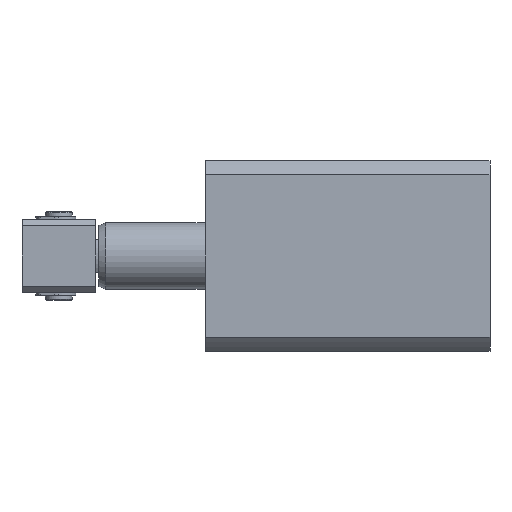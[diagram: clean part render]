
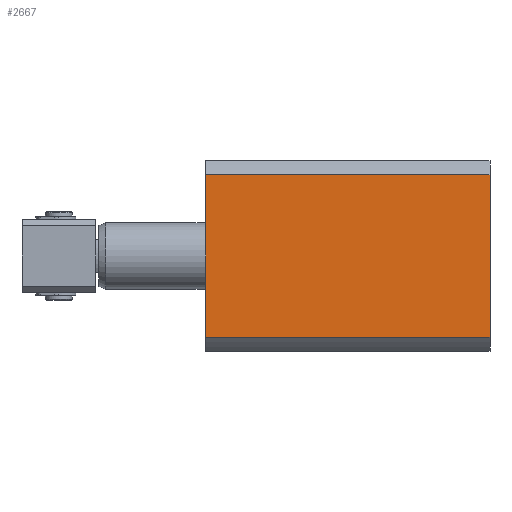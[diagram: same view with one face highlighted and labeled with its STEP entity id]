
A CAD part, left-side view. The second image highlights one B-rep face of the part: STEP entity #2667.
In plain terms, the highlighted planar face has unit normal (-1, 0, 0).
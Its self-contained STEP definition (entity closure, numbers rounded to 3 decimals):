
#386 = CARTESIAN_POINT ( 'NONE',  ( -28.5, 85., -24.372 ) ) ;
#490 = VERTEX_POINT ( 'NONE', #386 ) ;
#554 = ORIENTED_EDGE ( 'NONE', *, *, #3516, .T. ) ;
#624 = LINE ( 'NONE', #4635, #1349 ) ;
#678 = ORIENTED_EDGE ( 'NONE', *, *, #2920, .F. ) ;
#747 = CARTESIAN_POINT ( 'NONE',  ( -28.5, 0., -24.372 ) ) ;
#956 = EDGE_CURVE ( 'NONE', #3805, #3488, #3861, .T. ) ;
#1107 = EDGE_CURVE ( 'NONE', #2064, #3805, #624, .T. ) ;
#1277 = VECTOR ( 'NONE', #3502, 1000. ) ;
#1288 = CARTESIAN_POINT ( 'NONE',  ( -28.5, 85., 0. ) ) ;
#1349 = VECTOR ( 'NONE', #4373, 1000. ) ;
#1367 = DIRECTION ( 'NONE',  ( 0., 1., 0. ) ) ;
#1625 = AXIS2_PLACEMENT_3D ( 'NONE', #2355, #3470, #3111 ) ;
#1642 = DIRECTION ( 'NONE',  ( 0., 0., 1. ) ) ;
#1714 = CARTESIAN_POINT ( 'NONE',  ( -28.5, 0., 24.372 ) ) ;
#1787 = VECTOR ( 'NONE', #1367, 1000. ) ;
#1894 = CARTESIAN_POINT ( 'NONE',  ( -28.5, 0., 24.372 ) ) ;
#2064 = VERTEX_POINT ( 'NONE', #747 ) ;
#2101 = FACE_OUTER_BOUND ( 'NONE', #3973, .T. ) ;
#2151 = VECTOR ( 'NONE', #1642, 1000. ) ;
#2355 = CARTESIAN_POINT ( 'NONE',  ( -28.5, 0., 0. ) ) ;
#2667 = ADVANCED_FACE ( 'NONE', ( #2101 ), #2739, .T. ) ;
#2739 = PLANE ( 'NONE',  #1625 ) ;
#2763 = CARTESIAN_POINT ( 'NONE',  ( -28.5, 0., -24.372 ) ) ;
#2920 = EDGE_CURVE ( 'NONE', #490, #3488, #4015, .T. ) ;
#3111 = DIRECTION ( 'NONE',  ( 0., 0., 1. ) ) ;
#3113 = CARTESIAN_POINT ( 'NONE',  ( -28.5, 85., 24.372 ) ) ;
#3365 = ORIENTED_EDGE ( 'NONE', *, *, #1107, .T. ) ;
#3470 = DIRECTION ( 'NONE',  ( -1., 0., 0. ) ) ;
#3488 = VERTEX_POINT ( 'NONE', #3113 ) ;
#3502 = DIRECTION ( 'NONE',  ( 0., -1., 0. ) ) ;
#3516 = EDGE_CURVE ( 'NONE', #490, #2064, #4071, .T. ) ;
#3805 = VERTEX_POINT ( 'NONE', #1894 ) ;
#3861 = LINE ( 'NONE', #1714, #1787 ) ;
#3973 = EDGE_LOOP ( 'NONE', ( #678, #554, #3365, #4433 ) ) ;
#4015 = LINE ( 'NONE', #1288, #2151 ) ;
#4071 = LINE ( 'NONE', #2763, #1277 ) ;
#4373 = DIRECTION ( 'NONE',  ( 0., 0., 1. ) ) ;
#4433 = ORIENTED_EDGE ( 'NONE', *, *, #956, .T. ) ;
#4635 = CARTESIAN_POINT ( 'NONE',  ( -28.5, 0., 0. ) ) ;
